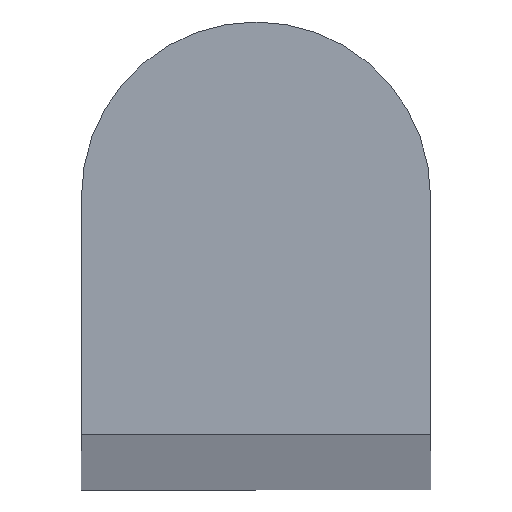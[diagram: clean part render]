
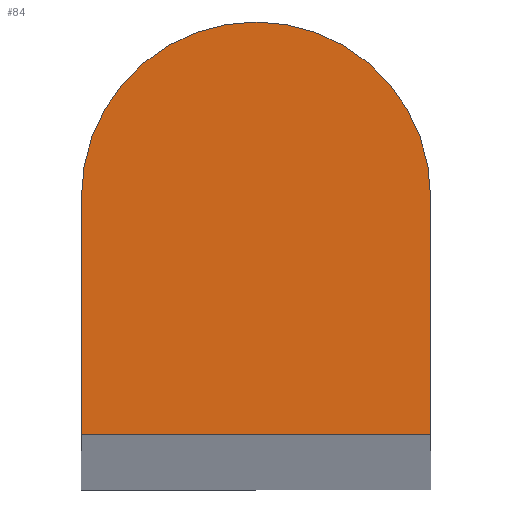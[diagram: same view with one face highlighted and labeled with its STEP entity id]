
A CAD part, top view. The second image highlights one B-rep face of the part: STEP entity #84.
In plain terms, the highlighted planar face has unit normal (0, 0, 1).
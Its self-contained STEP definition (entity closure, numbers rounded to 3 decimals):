
#8 = AXIS2_PLACEMENT_3D ( 'NONE', #174, #169, #168 ) ;
#15 = VECTOR ( 'NONE', #188, 1000. ) ;
#24 = VECTOR ( 'NONE', #190, 1000. ) ;
#34 = VECTOR ( 'NONE', #156, 1000. ) ;
#38 = AXIS2_PLACEMENT_3D ( 'NONE', #105, #104, #103 ) ;
#50 = FACE_OUTER_BOUND ( 'NONE', #182, .T. ) ;
#68 = CIRCLE ( 'NONE', #8, 5.5 ) ;
#70 = EDGE_CURVE ( 'NONE', #202, #197, #189, .T. ) ;
#71 = EDGE_CURVE ( 'NONE', #197, #194, #158, .T. ) ;
#74 = EDGE_CURVE ( 'NONE', #194, #195, #68, .T. ) ;
#77 = EDGE_CURVE ( 'NONE', #195, #202, #179, .T. ) ;
#84 = ADVANCED_FACE ( 'NONE', ( #50 ), #110, .T. ) ;
#95 = CARTESIAN_POINT ( 'NONE',  ( 5.5, 7.5, 500. ) ) ;
#103 = DIRECTION ( 'NONE',  ( 1., 0., 0. ) ) ;
#104 = DIRECTION ( 'NONE',  ( 0., 0., 1. ) ) ;
#105 = CARTESIAN_POINT ( 'NONE',  ( 0., 7.5, 500. ) ) ;
#110 = PLANE ( 'NONE',  #38 ) ;
#112 = CARTESIAN_POINT ( 'NONE',  ( 5.5, 0., 500. ) ) ;
#138 = CARTESIAN_POINT ( 'NONE',  ( -5.5, 7.5, 500. ) ) ;
#153 = CARTESIAN_POINT ( 'NONE',  ( -5.5, 0., 500. ) ) ;
#156 = DIRECTION ( 'NONE',  ( 0., -1., 0. ) ) ;
#157 = ORIENTED_EDGE ( 'NONE', *, *, #71, .T. ) ;
#158 = LINE ( 'NONE', #162, #24 ) ;
#162 = CARTESIAN_POINT ( 'NONE',  ( 5.5, 0., 500. ) ) ;
#168 = DIRECTION ( 'NONE',  ( 1., 0., 0. ) ) ;
#169 = DIRECTION ( 'NONE',  ( 0., 0., 1. ) ) ;
#170 = CARTESIAN_POINT ( 'NONE',  ( -5.5, 0., 500. ) ) ;
#174 = CARTESIAN_POINT ( 'NONE',  ( 0., 7.5, 500. ) ) ;
#179 = LINE ( 'NONE', #200, #34 ) ;
#182 = EDGE_LOOP ( 'NONE', ( #212, #231, #157, #209 ) ) ;
#188 = DIRECTION ( 'NONE',  ( 1., 0., 0. ) ) ;
#189 = LINE ( 'NONE', #170, #15 ) ;
#190 = DIRECTION ( 'NONE',  ( 0., 1., 0. ) ) ;
#194 = VERTEX_POINT ( 'NONE', #95 ) ;
#195 = VERTEX_POINT ( 'NONE', #138 ) ;
#197 = VERTEX_POINT ( 'NONE', #112 ) ;
#200 = CARTESIAN_POINT ( 'NONE',  ( -5.5, 0., 500. ) ) ;
#202 = VERTEX_POINT ( 'NONE', #153 ) ;
#209 = ORIENTED_EDGE ( 'NONE', *, *, #74, .T. ) ;
#212 = ORIENTED_EDGE ( 'NONE', *, *, #77, .T. ) ;
#231 = ORIENTED_EDGE ( 'NONE', *, *, #70, .T. ) ;
